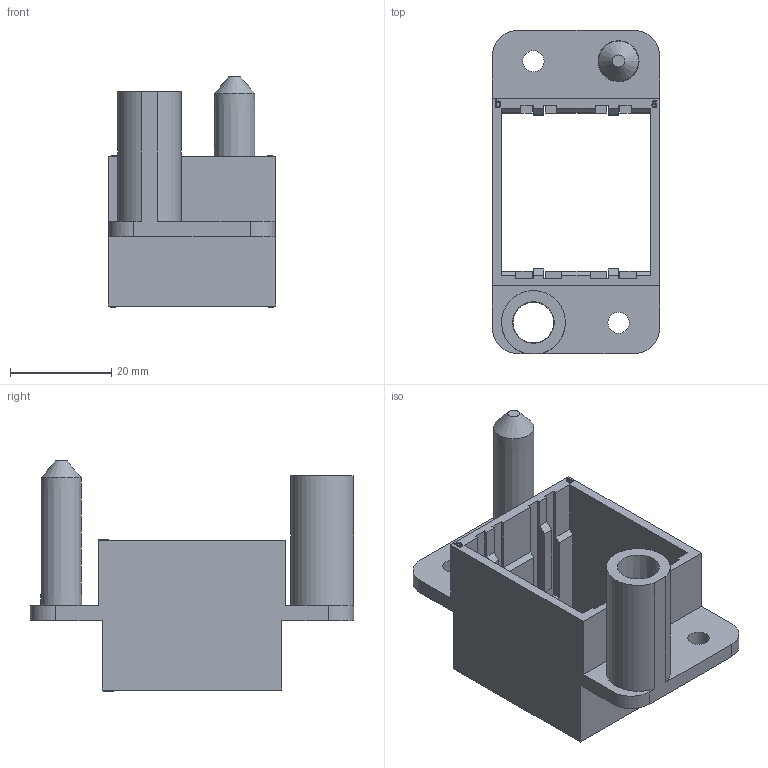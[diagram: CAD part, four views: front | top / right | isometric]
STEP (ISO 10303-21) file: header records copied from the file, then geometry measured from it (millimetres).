
FILE_DESCRIPTION(/* description */ (''),/* implementation_level */ '2;1');
FILE_NAME(/* name */ '100203456ugm000_c.stp',/* time_stamp */ '2019-12-11T14:13:49+01:00',/* author */ (''),/* organization */ (''),/* preprocessor_version */ 'ST-DEVELOPER v16.7',/* originating_system */ 'SIEMENS PLM Software NX 12.0',/* authorisation */ '');
FILE_SCHEMA (('AUTOMOTIVE_DESIGN { 1 0 10303 214 3 1 1 1 }'));
Length unit declared in the file: millimetre
Products named in the file (1): 100203456ugm000_c
Bounding box: 33 x 63.8 x 45.4 mm (x, y, z)
Volume: 12419 mm3; surface area: 13007.1 mm2
Topology: 1 solids, 1 shells, 284 faces, 763 edges, 511 vertices
Faces by surface type: plane 225, extrusion 38, cylinder 17, cone 3, bspline 1
Full cylindrical faces by diameter (mm): 0.797 x1, 0.942 x1, 4.2 x2
Entity records: 11770 total; most frequent: CARTESIAN_POINT 2831, ORIENTED_EDGE 1508, DIRECTION 1201, EDGE_CURVE 754, VECTOR 625, LINE 587, VERTEX_POINT 508, EDGE_LOOP 328
